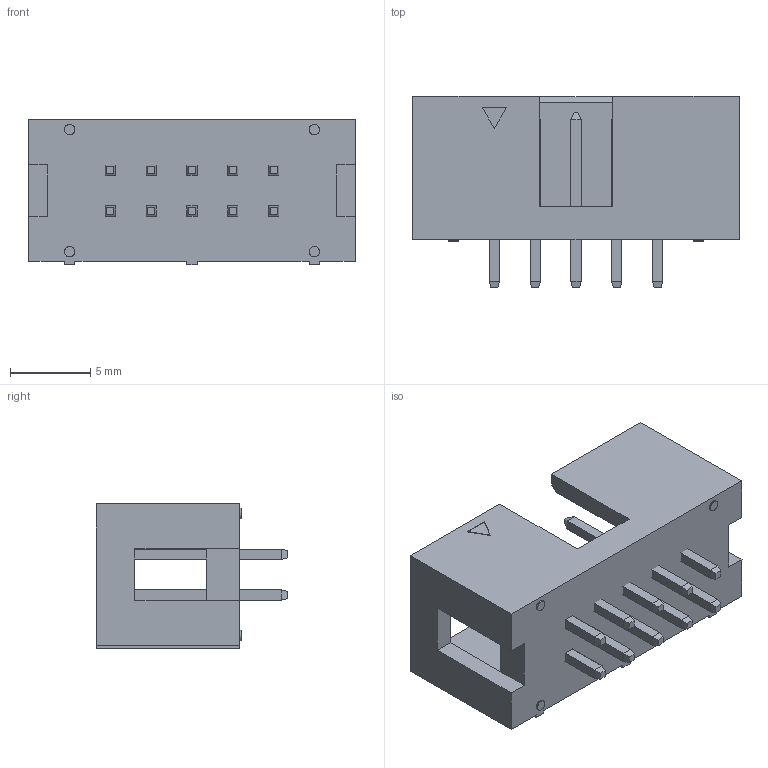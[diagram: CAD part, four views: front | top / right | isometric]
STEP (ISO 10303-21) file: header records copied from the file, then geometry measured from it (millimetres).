
FILE_DESCRIPTION (( 'STEP AP214' ), '1' );
FILE_NAME ('3020-10-0100-xx.STEP', '2020-01-21T22:35:13', ( '' ), ( '' ), 'SwSTEP 2.0', 'SolidWorks 2019', '' );
FILE_SCHEMA (( 'AUTOMOTIVE_DESIGN' ));
Length unit declared in the file: millimetre
Products named in the file (1): 3020-10-0100-xx
Bounding box: 20.32 x 11.9 x 9.03 mm (x, y, z)
Surface area: 1482 mm2 (no closed solid volume)
Topology: 0 solids, 39 shells, 231 faces, 596 edges, 400 vertices
Faces by surface type: bspline 231
Entity records: 9132 total; most frequent: CARTESIAN_POINT 2869, ORIENTED_EDGE 1048, EDGE_CURVE 596, B_SPLINE_CURVE_WITH_KNOTS 588, VERTEX_POINT 400, UNCERTAINTY_MEASURE_WITH_UNIT 241, SURFACE_STYLE_FILL_AREA 240, PRESENTATION_LAYER_ASSIGNMENT 240
